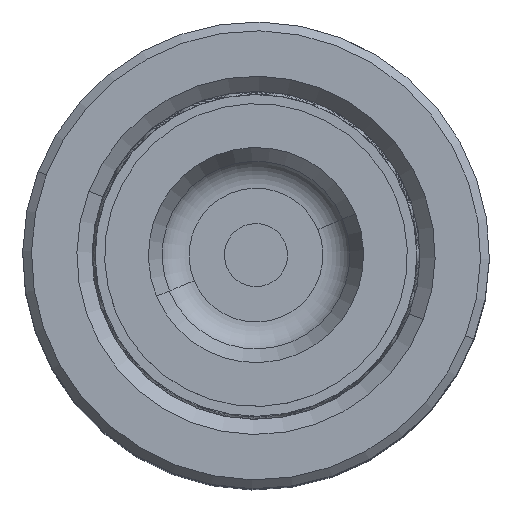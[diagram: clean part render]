
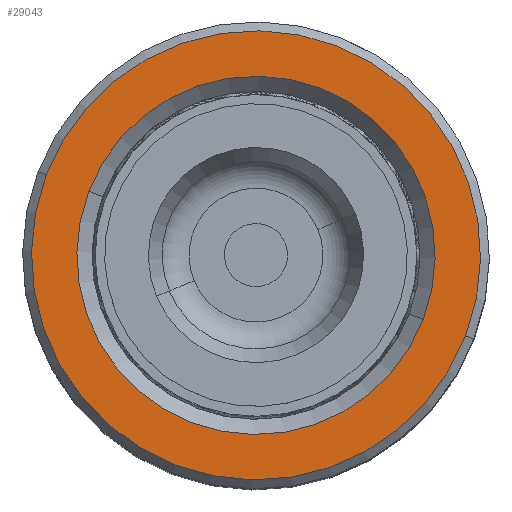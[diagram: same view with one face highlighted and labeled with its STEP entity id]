
A CAD part, top view. The second image highlights one B-rep face of the part: STEP entity #29043.
In plain terms, the highlighted planar face has unit normal (0, 0, 1).
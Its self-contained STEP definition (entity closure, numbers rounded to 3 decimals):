
#176 = DIRECTION ( 'NONE',  ( 1., 0., 0. ) ) ;
#362 = DIRECTION ( 'NONE',  ( 0., 0., 1. ) ) ;
#903 = AXIS2_PLACEMENT_3D ( 'NONE', #27858, #3174, #176 ) ;
#1768 = CIRCLE ( 'NONE', #903, 17.8 ) ;
#3174 = DIRECTION ( 'NONE',  ( 0., 0., 1. ) ) ;
#4325 = CARTESIAN_POINT ( 'NONE',  ( -17.8, 0., 60. ) ) ;
#4857 = EDGE_CURVE ( 'NONE', #31241, #10245, #30046, .T. ) ;
#4982 = CIRCLE ( 'NONE', #6517, 17.8 ) ;
#5343 = ORIENTED_EDGE ( 'NONE', *, *, #21669, .T. ) ;
#6517 = AXIS2_PLACEMENT_3D ( 'NONE', #37042, #16550, #6870 ) ;
#6742 = EDGE_LOOP ( 'NONE', ( #38821, #35556 ) ) ;
#6870 = DIRECTION ( 'NONE',  ( 1., 0., 0. ) ) ;
#10119 = AXIS2_PLACEMENT_3D ( 'NONE', #28570, #362, #13170 ) ;
#10245 = VERTEX_POINT ( 'NONE', #18833 ) ;
#13170 = DIRECTION ( 'NONE',  ( 1., 0., 0. ) ) ;
#16532 = EDGE_LOOP ( 'NONE', ( #17885, #5343 ) ) ;
#16550 = DIRECTION ( 'NONE',  ( 0., 0., 1. ) ) ;
#17606 = EDGE_CURVE ( 'NONE', #36588, #33888, #1768, .T. ) ;
#17885 = ORIENTED_EDGE ( 'NONE', *, *, #4857, .T. ) ;
#18833 = CARTESIAN_POINT ( 'NONE',  ( -14.2, 0., 60. ) ) ;
#19449 = CARTESIAN_POINT ( 'NONE',  ( 0., 0., 60. ) ) ;
#20084 = CARTESIAN_POINT ( 'NONE',  ( 14.2, 0., 60. ) ) ;
#21669 = EDGE_CURVE ( 'NONE', #10245, #31241, #26698, .T. ) ;
#21782 = DIRECTION ( 'NONE',  ( 1., 0., 0. ) ) ;
#22805 = DIRECTION ( 'NONE',  ( 1., 0., 0. ) ) ;
#24370 = CARTESIAN_POINT ( 'NONE',  ( 17.8, 0., 60. ) ) ;
#25773 = AXIS2_PLACEMENT_3D ( 'NONE', #19449, #28788, #22805 ) ;
#26698 = CIRCLE ( 'NONE', #30690, 14.2 ) ;
#27145 = EDGE_CURVE ( 'NONE', #33888, #36588, #4982, .T. ) ;
#27605 = FACE_BOUND ( 'NONE', #16532, .T. ) ;
#27858 = CARTESIAN_POINT ( 'NONE',  ( 0., 0., 60. ) ) ;
#27865 = DIRECTION ( 'NONE',  ( 0., 0., -1. ) ) ;
#28570 = CARTESIAN_POINT ( 'NONE',  ( 0., 0., 60. ) ) ;
#28788 = DIRECTION ( 'NONE',  ( 0., 0., -1. ) ) ;
#29043 = ADVANCED_FACE ( 'NONE', ( #30057, #27605 ), #31788, .T. ) ;
#30046 = CIRCLE ( 'NONE', #25773, 14.2 ) ;
#30057 = FACE_OUTER_BOUND ( 'NONE', #6742, .T. ) ;
#30690 = AXIS2_PLACEMENT_3D ( 'NONE', #39450, #27865, #21782 ) ;
#31241 = VERTEX_POINT ( 'NONE', #20084 ) ;
#31788 = PLANE ( 'NONE',  #10119 ) ;
#33888 = VERTEX_POINT ( 'NONE', #4325 ) ;
#35556 = ORIENTED_EDGE ( 'NONE', *, *, #17606, .T. ) ;
#36588 = VERTEX_POINT ( 'NONE', #24370 ) ;
#37042 = CARTESIAN_POINT ( 'NONE',  ( 0., 0., 60. ) ) ;
#38821 = ORIENTED_EDGE ( 'NONE', *, *, #27145, .T. ) ;
#39450 = CARTESIAN_POINT ( 'NONE',  ( 0., 0., 60. ) ) ;
